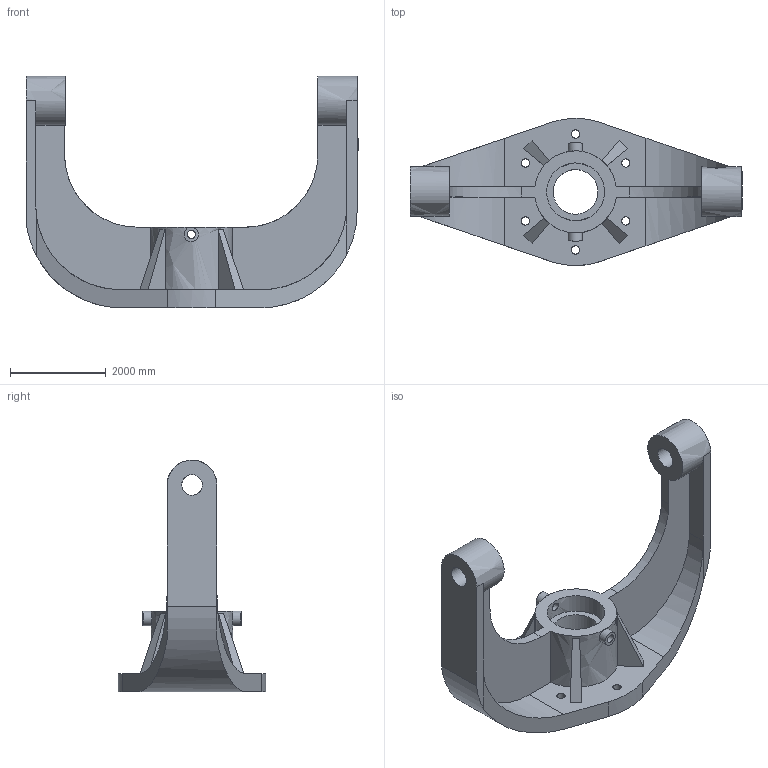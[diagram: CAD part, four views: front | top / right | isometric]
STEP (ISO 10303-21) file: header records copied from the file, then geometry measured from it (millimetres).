
FILE_DESCRIPTION(('FreeCAD Model'),'2;1');
FILE_NAME('Open CASCADE Shape Model','2025-05-03T21:54:11',('FreeCAD'),( 'FreeCAD'),'Open CASCADE STEP processor 7.6','FreeCAD','Unknown');
FILE_SCHEMA(('AUTOMOTIVE_DESIGN { 1 0 10303 214 1 1 1 1 }'));
Length unit declared in the file: millimetre
Products named in the file (1): Open CASCADE STEP translator 7.6 1
Bounding box: 6937.78 x 3079.48 x 4843.51 mm (x, y, z)
Volume: 11471817931.6 mm3; surface area: 90809042.4 mm2
Topology: 1 solids, 1 shells, 114 faces, 297 edges, 195 vertices
Faces by surface type: bspline 114
Entity records: 4785 total; most frequent: CARTESIAN_POINT 2970, ORIENTED_EDGE 594, EDGE_CURVE 297, B_SPLINE_CURVE_WITH_KNOTS 224, VERTEX_POINT 195, FACE_BOUND 148, EDGE_LOOP 148, ADVANCED_FACE 114
